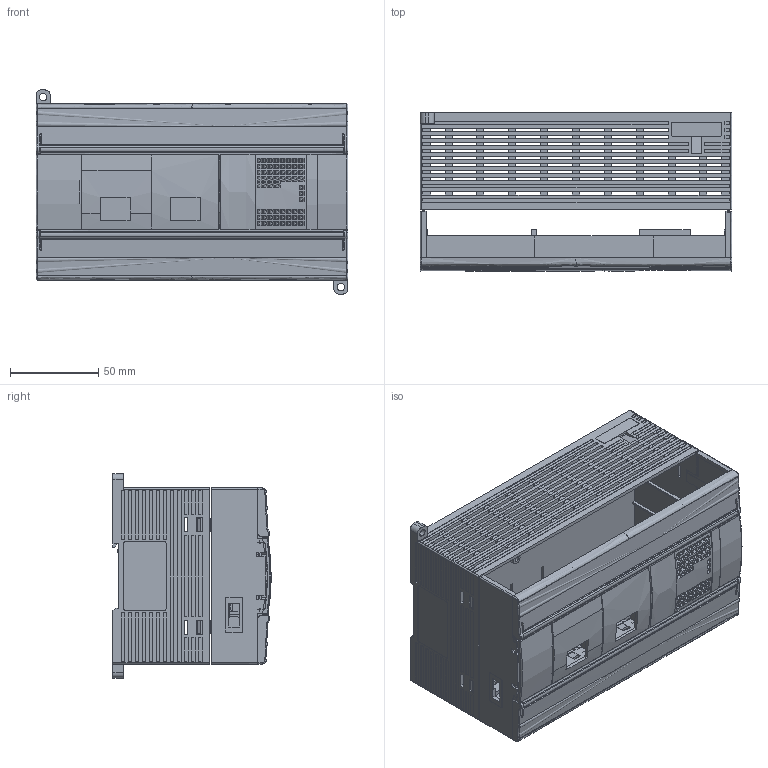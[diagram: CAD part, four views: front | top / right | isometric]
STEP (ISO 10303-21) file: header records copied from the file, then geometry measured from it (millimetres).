
FILE_DESCRIPTION(/* description */ (''),/* implementation_level */ '2;1');
FILE_NAME(/* name */ 'XD3-60~1',/* time_stamp */ '2020-12-22T08:36:21+08:00',/* author */ (''),/* organization */ (''),/* preprocessor_version */ 'ST-DEVELOPER v15',/* originating_system */ '',/* authorisation */ '');
FILE_SCHEMA (('AUTOMOTIVE_DESIGN'));
Products named in the file (4): Document; (#30754) XD2-DCC; 图块 01; 图块 02
Assembly tree (3 placements, depth 2):
  Document
    (#30754) XD2-DCC
    图块 01
    图块 02
Bounding box: 177.25 x 89.9 x 116 mm (x, y, z)
Volume: 20000.3 mm3; surface area: 213282.4 mm2
Topology: 3 solids, 46 shells, 3158 faces, 9915 edges, 6525 vertices
Faces by surface type: plane 2446, bspline 712
Entity records: 119114 total; most frequent: CARTESIAN_POINT 56976, ORIENTED_EDGE 18910, EDGE_CURVE 9839, B_SPLINE_CURVE_WITH_KNOTS 8577, VERTEX_POINT 6525, EDGE_LOOP 3689, ADVANCED_FACE 3153, FACE_OUTER_BOUND 3153
